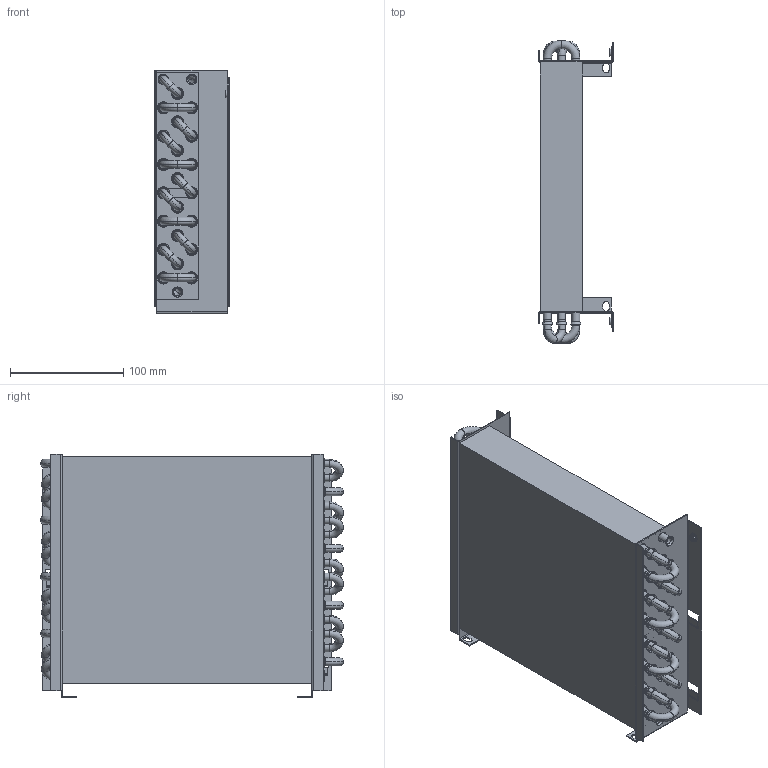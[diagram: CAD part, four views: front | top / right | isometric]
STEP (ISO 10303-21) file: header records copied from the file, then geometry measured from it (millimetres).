
FILE_DESCRIPTION((''),'2;1');
FILE_NAME('0830220A50_ASM','2019-12-26T',('U333183'),('DANFOSS COMMERCIAL COMPRESSOR'),'CREO PARAMETRIC BY PTC INC, 2015480','CREO PARAMETRIC BY PTC INC, 2015480','');
FILE_SCHEMA(('CONFIG_CONTROL_DESIGN'));
Length unit declared in the file: millimetre
Products named in the file (8): 0830220A50_1; 0830220A50_2; 0830220A50_3; 0830220A50_4; 0830220A50_5; 0830220A50_6; 0830220A50_7; 0830220A50_ASM
Assembly tree (26 placements, depth 2):
  0830220A50_ASM
    0830220A50_1
    0830220A50_2
    0830220A50_3  x4
    0830220A50_4
    0830220A50_5  x8
    0830220A50_6  x7
    0830220A50_7  x4
Bounding box: 66 x 267.1 x 215 mm (x, y, z)
Volume: 1460762.8 mm3; surface area: 612809.3 mm2
Topology: 26 solids, 26 shells, 1281 faces, 2895 edges, 1693 vertices
Faces by surface type: torus 528, cylinder 450, plane 207, cone 96
Entity records: 25922 total; most frequent: DIRECTION 5212, CARTESIAN_POINT 4295, ORIENTED_EDGE 4102, AXIS2_PLACEMENT_3D 2298, EDGE_CURVE 2051, CIRCLE 1405, VERTEX_POINT 1233, EDGE_LOOP 1054
